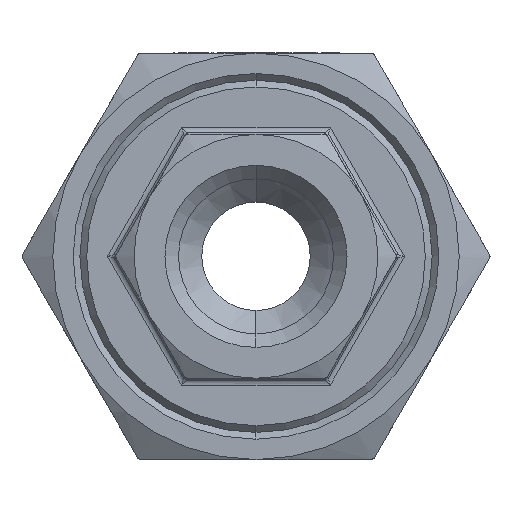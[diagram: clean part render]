
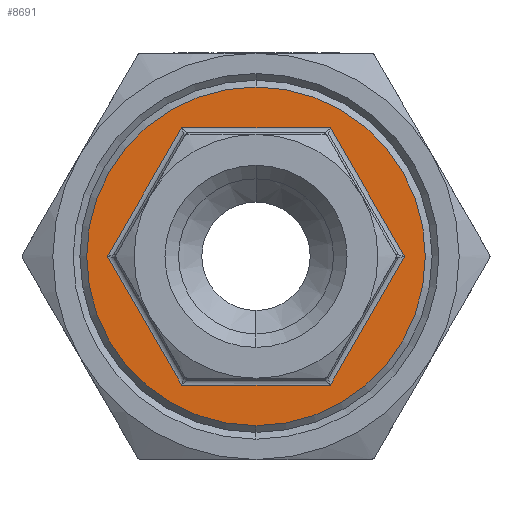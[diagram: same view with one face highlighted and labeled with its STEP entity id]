
A CAD part, left-side view. The second image highlights one B-rep face of the part: STEP entity #8691.
In plain terms, the highlighted planar face has unit normal (-1, 0, 0).
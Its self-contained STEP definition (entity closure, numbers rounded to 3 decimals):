
#113 = EDGE_CURVE ( 'NONE', #13032, #12026, #3716, .T. ) ;
#312 = VERTEX_POINT ( 'NONE', #5591 ) ;
#551 = DIRECTION ( 'NONE',  ( 0., 1., 0. ) ) ;
#691 = CARTESIAN_POINT ( 'NONE',  ( -7., 0., -12.5 ) ) ;
#746 = CARTESIAN_POINT ( 'NONE',  ( -7., 0., 0. ) ) ;
#942 = ORIENTED_EDGE ( 'NONE', *, *, #13527, .T. ) ;
#1189 = DIRECTION ( 'NONE',  ( -1., 0., 0. ) ) ;
#1443 = FACE_BOUND ( 'NONE', #5084, .T. ) ;
#1819 = DIRECTION ( 'NONE',  ( 0., -1., 0. ) ) ;
#1874 = DIRECTION ( 'NONE',  ( -1., 0., 0. ) ) ;
#2185 = CARTESIAN_POINT ( 'NONE',  ( -7., 0., 0. ) ) ;
#2934 = VECTOR ( 'NONE', #14035, 1000. ) ;
#3009 = DIRECTION ( 'NONE',  ( -1., 0., 0. ) ) ;
#3114 = CARTESIAN_POINT ( 'NONE',  ( -7., 0., 0. ) ) ;
#3277 = LINE ( 'NONE', #3319, #12973 ) ;
#3319 = CARTESIAN_POINT ( 'NONE',  ( -7., 9.526, -2.5 ) ) ;
#3685 = CARTESIAN_POINT ( 'NONE',  ( -7., -6.928, -7. ) ) ;
#3716 = LINE ( 'NONE', #10429, #10556 ) ;
#3729 = EDGE_CURVE ( 'NONE', #10903, #12195, #11329, .T. ) ;
#3789 = VERTEX_POINT ( 'NONE', #13646 ) ;
#4057 = LINE ( 'NONE', #10820, #9098 ) ;
#4713 = AXIS2_PLACEMENT_3D ( 'NONE', #746, #1874, #7967 ) ;
#4929 = CARTESIAN_POINT ( 'NONE',  ( -7., 2.598, -9.5 ) ) ;
#5084 = EDGE_LOOP ( 'NONE', ( #14144, #11883, #13860, #13987, #10149, #7641 ) ) ;
#5591 = CARTESIAN_POINT ( 'NONE',  ( -7., -5.485, -9.5 ) ) ;
#5702 = ORIENTED_EDGE ( 'NONE', *, *, #3729, .T. ) ;
#5884 = EDGE_CURVE ( 'NONE', #3789, #312, #11025, .T. ) ;
#6234 = CARTESIAN_POINT ( 'NONE',  ( -7., 10.97, 0. ) ) ;
#6419 = EDGE_CURVE ( 'NONE', #312, #12260, #8343, .T. ) ;
#6588 = CARTESIAN_POINT ( 'NONE',  ( -7., -10.97, 0. ) ) ;
#6681 = EDGE_CURVE ( 'NONE', #12026, #3789, #3277, .T. ) ;
#6742 = EDGE_LOOP ( 'NONE', ( #942, #5702 ) ) ;
#6908 = LINE ( 'NONE', #10382, #2934 ) ;
#7118 = DIRECTION ( 'NONE',  ( 0., -0.5, 0.866 ) ) ;
#7148 = DIRECTION ( 'NONE',  ( 0., -1., 0. ) ) ;
#7212 = VERTEX_POINT ( 'NONE', #13728 ) ;
#7480 = DIRECTION ( 'NONE',  ( 0., 0.5, -0.866 ) ) ;
#7615 = CIRCLE ( 'NONE', #11199, 12.5 ) ;
#7641 = ORIENTED_EDGE ( 'NONE', *, *, #5884, .F. ) ;
#7778 = AXIS2_PLACEMENT_3D ( 'NONE', #3114, #3009, #1819 ) ;
#7965 = DIRECTION ( 'NONE',  ( 0., -0.5, -0.866 ) ) ;
#7967 = DIRECTION ( 'NONE',  ( 0., 0., 1. ) ) ;
#8135 = CARTESIAN_POINT ( 'NONE',  ( -7., 5.485, 9.5 ) ) ;
#8343 = LINE ( 'NONE', #3685, #12622 ) ;
#8691 = ADVANCED_FACE ( 'NONE', ( #11646, #1443 ), #13441, .T. ) ;
#9098 = VECTOR ( 'NONE', #551, 1000. ) ;
#10149 = ORIENTED_EDGE ( 'NONE', *, *, #6419, .F. ) ;
#10317 = DIRECTION ( 'NONE',  ( 0., 0., 1. ) ) ;
#10382 = CARTESIAN_POINT ( 'NONE',  ( -7., -9.526, 2.5 ) ) ;
#10429 = CARTESIAN_POINT ( 'NONE',  ( -7., 6.928, 7. ) ) ;
#10556 = VECTOR ( 'NONE', #7480, 1000. ) ;
#10820 = CARTESIAN_POINT ( 'NONE',  ( -7., -2.598, 9.5 ) ) ;
#10866 = VECTOR ( 'NONE', #7148, 1000. ) ;
#10903 = VERTEX_POINT ( 'NONE', #691 ) ;
#11025 = LINE ( 'NONE', #4929, #10866 ) ;
#11199 = AXIS2_PLACEMENT_3D ( 'NONE', #2185, #1189, #10317 ) ;
#11249 = CARTESIAN_POINT ( 'NONE',  ( -7., 0., 12.5 ) ) ;
#11329 = CIRCLE ( 'NONE', #4713, 12.5 ) ;
#11646 = FACE_OUTER_BOUND ( 'NONE', #6742, .T. ) ;
#11883 = ORIENTED_EDGE ( 'NONE', *, *, #113, .F. ) ;
#12013 = EDGE_CURVE ( 'NONE', #7212, #13032, #4057, .T. ) ;
#12026 = VERTEX_POINT ( 'NONE', #6234 ) ;
#12195 = VERTEX_POINT ( 'NONE', #11249 ) ;
#12260 = VERTEX_POINT ( 'NONE', #6588 ) ;
#12622 = VECTOR ( 'NONE', #7118, 1000. ) ;
#12973 = VECTOR ( 'NONE', #7965, 1000. ) ;
#13032 = VERTEX_POINT ( 'NONE', #8135 ) ;
#13099 = EDGE_CURVE ( 'NONE', #12260, #7212, #6908, .T. ) ;
#13441 = PLANE ( 'NONE',  #7778 ) ;
#13527 = EDGE_CURVE ( 'NONE', #12195, #10903, #7615, .T. ) ;
#13646 = CARTESIAN_POINT ( 'NONE',  ( -7., 5.485, -9.5 ) ) ;
#13728 = CARTESIAN_POINT ( 'NONE',  ( -7., -5.485, 9.5 ) ) ;
#13860 = ORIENTED_EDGE ( 'NONE', *, *, #12013, .F. ) ;
#13987 = ORIENTED_EDGE ( 'NONE', *, *, #13099, .F. ) ;
#14035 = DIRECTION ( 'NONE',  ( 0., 0.5, 0.866 ) ) ;
#14144 = ORIENTED_EDGE ( 'NONE', *, *, #6681, .F. ) ;
